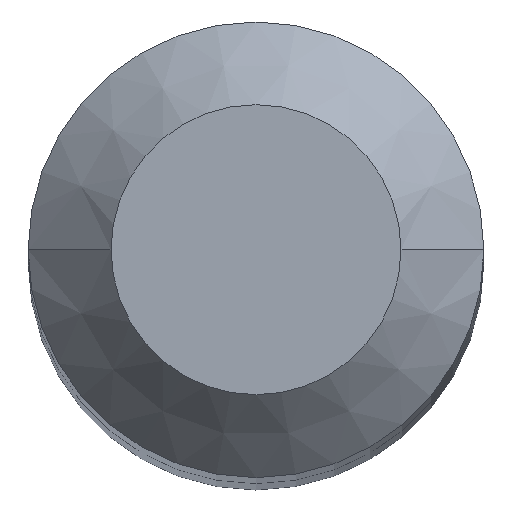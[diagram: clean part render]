
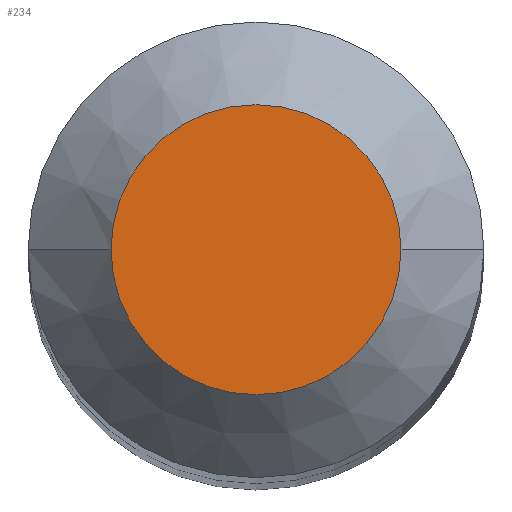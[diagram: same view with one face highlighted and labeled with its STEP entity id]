
A CAD part, top view. The second image highlights one B-rep face of the part: STEP entity #234.
In plain terms, the highlighted planar face has unit normal (0, 0, 1).
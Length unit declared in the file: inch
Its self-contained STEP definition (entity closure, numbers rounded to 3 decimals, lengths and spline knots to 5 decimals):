
#2 = EDGE_CURVE ( 'NONE', #336, #278, #208, .T. ) ;
#27 = CARTESIAN_POINT ( 'NONE',  ( -0.0547, 0., 0. ) ) ;
#29 = ORIENTED_EDGE ( 'NONE', *, *, #2, .T. ) ;
#39 = DIRECTION ( 'NONE',  ( 1., 0., 0. ) ) ;
#53 = DIRECTION ( 'NONE',  ( -1., 0., 0. ) ) ;
#84 = DIRECTION ( 'NONE',  ( 0., 0., 1. ) ) ;
#119 = DIRECTION ( 'NONE',  ( 1., 0., 0. ) ) ;
#133 = EDGE_LOOP ( 'NONE', ( #29, #362 ) ) ;
#141 = AXIS2_PLACEMENT_3D ( 'NONE', #203, #84, #119 ) ;
#156 = DIRECTION ( 'NONE',  ( 0., 0., 1. ) ) ;
#195 = AXIS2_PLACEMENT_3D ( 'NONE', #351, #321, #53 ) ;
#203 = CARTESIAN_POINT ( 'NONE',  ( 0., 0., 0. ) ) ;
#208 = CIRCLE ( 'NONE', #226, 0.0547 ) ;
#226 = AXIS2_PLACEMENT_3D ( 'NONE', #346, #156, #39 ) ;
#234 = ADVANCED_FACE ( 'NONE', ( #356 ), #319, .F. ) ;
#256 = CARTESIAN_POINT ( 'NONE',  ( 0.0547, 0., 0. ) ) ;
#278 = VERTEX_POINT ( 'NONE', #256 ) ;
#283 = CIRCLE ( 'NONE', #141, 0.0547 ) ;
#317 = EDGE_CURVE ( 'NONE', #278, #336, #283, .T. ) ;
#319 = PLANE ( 'NONE',  #195 ) ;
#321 = DIRECTION ( 'NONE',  ( 0., 0., -1. ) ) ;
#336 = VERTEX_POINT ( 'NONE', #27 ) ;
#346 = CARTESIAN_POINT ( 'NONE',  ( 0., 0., 0. ) ) ;
#351 = CARTESIAN_POINT ( 'NONE',  ( 0., 0., 0. ) ) ;
#356 = FACE_OUTER_BOUND ( 'NONE', #133, .T. ) ;
#362 = ORIENTED_EDGE ( 'NONE', *, *, #317, .T. ) ;
